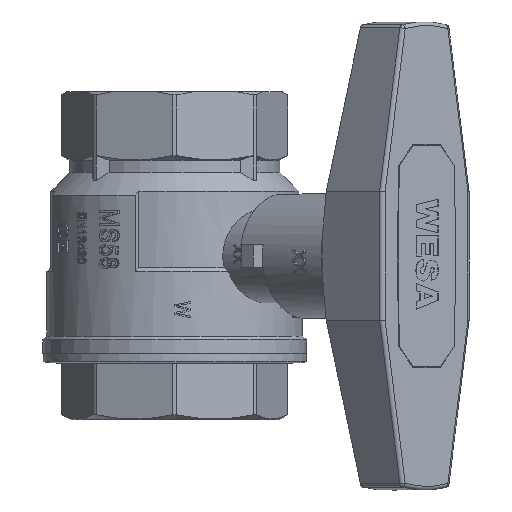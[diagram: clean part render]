
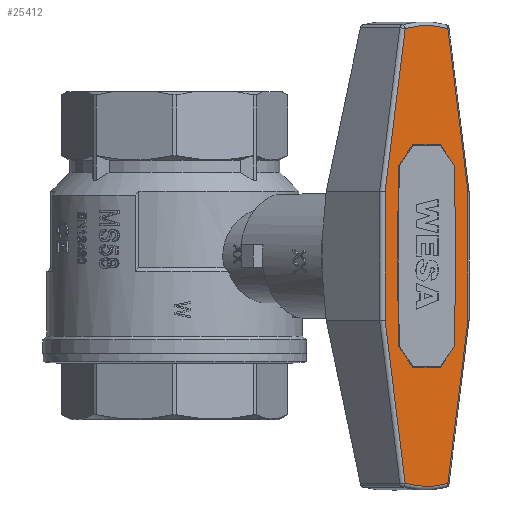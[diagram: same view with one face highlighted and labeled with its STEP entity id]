
A CAD part, left-side view. The second image highlights one B-rep face of the part: STEP entity #25412.
In plain terms, the highlighted face is planar.
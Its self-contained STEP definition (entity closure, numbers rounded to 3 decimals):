
#1970=LINE('',#48413,#3786);
#1973=LINE('',#48419,#3789);
#1978=LINE('',#48433,#3794);
#1980=LINE('',#48436,#3796);
#2016=LINE('',#48535,#3832);
#2017=LINE('',#48537,#3833);
#2018=LINE('',#48539,#3834);
#2019=LINE('',#48542,#3835);
#2020=LINE('',#48544,#3836);
#2021=LINE('',#48548,#3837);
#2022=LINE('',#48550,#3838);
#2023=LINE('',#48552,#3839);
#3786=VECTOR('',#39041,1000.);
#3789=VECTOR('',#39046,1000.);
#3794=VECTOR('',#39059,1000.);
#3796=VECTOR('',#39063,1000.);
#3832=VECTOR('',#39159,1000.);
#3833=VECTOR('',#39162,1000.);
#3834=VECTOR('',#39165,1000.);
#3835=VECTOR('',#39166,1000.);
#3836=VECTOR('',#39167,1000.);
#3837=VECTOR('',#39170,1000.);
#3838=VECTOR('',#39171,1000.);
#3839=VECTOR('',#39172,1000.);
#6112=ORIENTED_EDGE('',*,*,#13917,.F.);
#6113=ORIENTED_EDGE('',*,*,#13918,.T.);
#6114=ORIENTED_EDGE('',*,*,#13919,.F.);
#6115=ORIENTED_EDGE('',*,*,#13920,.T.);
#6116=ORIENTED_EDGE('',*,*,#13921,.F.);
#6117=ORIENTED_EDGE('',*,*,#13922,.F.);
#6118=ORIENTED_EDGE('',*,*,#13923,.F.);
#6119=ORIENTED_EDGE('',*,*,#13924,.T.);
#6120=ORIENTED_EDGE('',*,*,#13862,.F.);
#6121=ORIENTED_EDGE('',*,*,#13865,.F.);
#6122=ORIENTED_EDGE('',*,*,#13867,.F.);
#6123=ORIENTED_EDGE('',*,*,#13858,.F.);
#6124=ORIENTED_EDGE('',*,*,#13853,.T.);
#6125=ORIENTED_EDGE('',*,*,#13855,.F.);
#6126=ORIENTED_EDGE('',*,*,#13916,.F.);
#6127=ORIENTED_EDGE('',*,*,#13915,.F.);
#13853=EDGE_CURVE('',#17801,#17803,#20387,.T.);
#13855=EDGE_CURVE('',#17804,#17803,#1970,.T.);
#13858=EDGE_CURVE('',#17801,#17806,#1973,.T.);
#13862=EDGE_CURVE('',#17809,#17807,#20389,.T.);
#13865=EDGE_CURVE('',#17811,#17809,#1978,.T.);
#13867=EDGE_CURVE('',#17806,#17811,#1980,.T.);
#13915=EDGE_CURVE('',#17807,#17844,#2016,.T.);
#13916=EDGE_CURVE('',#17844,#17804,#2017,.T.);
#13917=EDGE_CURVE('',#17845,#17846,#2018,.T.);
#13918=EDGE_CURVE('',#17845,#17847,#2019,.T.);
#13919=EDGE_CURVE('',#17848,#17847,#2020,.T.);
#13920=EDGE_CURVE('',#17848,#17849,#20402,.T.);
#13921=EDGE_CURVE('',#17850,#17849,#2021,.T.);
#13922=EDGE_CURVE('',#17851,#17850,#2022,.T.);
#13923=EDGE_CURVE('',#17852,#17851,#2023,.T.);
#13924=EDGE_CURVE('',#17852,#17846,#20403,.T.);
#17801=VERTEX_POINT('',#48404);
#17803=VERTEX_POINT('',#48408);
#17804=VERTEX_POINT('',#48412);
#17806=VERTEX_POINT('',#48417);
#17807=VERTEX_POINT('',#48422);
#17809=VERTEX_POINT('',#48426);
#17811=VERTEX_POINT('',#48432);
#17844=VERTEX_POINT('',#48534);
#17845=VERTEX_POINT('',#48540);
#17846=VERTEX_POINT('',#48541);
#17847=VERTEX_POINT('',#48543);
#17848=VERTEX_POINT('',#48545);
#17849=VERTEX_POINT('',#48547);
#17850=VERTEX_POINT('',#48549);
#17851=VERTEX_POINT('',#48551);
#17852=VERTEX_POINT('',#48553);
#20387=CIRCLE('',#35194,538.206);
#20389=CIRCLE('',#35199,538.206);
#20402=CIRCLE('',#35234,40.25);
#20403=CIRCLE('',#35235,40.25);
#20891=EDGE_LOOP('',(#6112,#6113,#6114,#6115,#6116,#6117,#6118,#6119));
#20892=EDGE_LOOP('',(#6120,#6121,#6122,#6123,#6124,#6125,#6126,#6127));
#22523=FACE_BOUND('',#20891,.T.);
#22524=FACE_BOUND('',#20892,.T.);
#24120=PLANE('',#35233);
#25412=ADVANCED_FACE('',(#22523,#22524),#24120,.T.);
#35194=AXIS2_PLACEMENT_3D('',#48409,#39036,#39037);
#35199=AXIS2_PLACEMENT_3D('',#48427,#39053,#39054);
#35233=AXIS2_PLACEMENT_3D('',#48538,#39163,#39164);
#35234=AXIS2_PLACEMENT_3D('',#48546,#39168,#39169);
#35235=AXIS2_PLACEMENT_3D('',#48554,#39173,#39174);
#39036=DIRECTION('',(0.,0.,-1.));
#39037=DIRECTION('',(0.,1.,0.));
#39041=DIRECTION('',(0.686,0.728,0.));
#39046=DIRECTION('',(-0.686,0.728,0.));
#39053=DIRECTION('',(0.,0.,1.));
#39054=DIRECTION('',(0.,1.,0.));
#39059=DIRECTION('',(-0.686,-0.728,0.));
#39063=DIRECTION('',(-1.,0.,0.));
#39159=DIRECTION('',(0.686,-0.728,0.));
#39162=DIRECTION('',(1.,0.,0.));
#39163=DIRECTION('',(0.,0.,1.));
#39164=DIRECTION('',(1.,0.,0.));
#39165=DIRECTION('',(-0.172,-0.985,0.));
#39166=DIRECTION('',(0.,1.,0.));
#39167=DIRECTION('',(0.172,-0.985,0.));
#39168=DIRECTION('',(0.,0.,1.));
#39169=DIRECTION('',(0.,1.,0.));
#39170=DIRECTION('',(0.172,0.985,0.));
#39171=DIRECTION('',(0.,1.,0.));
#39172=DIRECTION('',(-0.172,0.985,0.));
#39173=DIRECTION('',(0.,0.,1.));
#39174=DIRECTION('',(0.,1.,0.));
#48404=CARTESIAN_POINT('',(10.,23.194,51.5));
#48408=CARTESIAN_POINT('',(10.,-23.194,51.5));
#48409=CARTESIAN_POINT('',(-527.706,0.,51.5));
#48412=CARTESIAN_POINT('',(5.,-28.5,51.5));
#48413=CARTESIAN_POINT('',(31.856,0.,51.5));
#48417=CARTESIAN_POINT('',(5.,28.5,51.5));
#48419=CARTESIAN_POINT('',(31.856,0.,51.5));
#48422=CARTESIAN_POINT('',(-10.,-23.194,51.5));
#48426=CARTESIAN_POINT('',(-10.,23.194,51.5));
#48427=CARTESIAN_POINT('',(527.706,0.,51.5));
#48432=CARTESIAN_POINT('',(-5.,28.5,51.5));
#48433=CARTESIAN_POINT('',(-31.856,0.,51.5));
#48436=CARTESIAN_POINT('',(0.,28.5,51.5));
#48534=CARTESIAN_POINT('',(-5.,-28.5,51.5));
#48535=CARTESIAN_POINT('',(-31.856,0.,51.5));
#48537=CARTESIAN_POINT('',(0.,-28.5,51.5));
#48538=CARTESIAN_POINT('',(0.,0.,51.5));
#48539=CARTESIAN_POINT('',(17.859,0.,51.5));
#48540=CARTESIAN_POINT('',(15.,-16.414,51.5));
#48541=CARTESIAN_POINT('',(7.714,-58.248,51.5));
#48542=CARTESIAN_POINT('',(15.,0.,51.5));
#48543=CARTESIAN_POINT('',(15.,16.414,51.5));
#48544=CARTESIAN_POINT('',(17.859,0.,51.5));
#48545=CARTESIAN_POINT('',(7.722,58.203,51.5));
#48546=CARTESIAN_POINT('',(-0.243,18.748,51.5));
#48547=CARTESIAN_POINT('',(-7.704,58.301,51.5));
#48548=CARTESIAN_POINT('',(-17.859,0.,51.5));
#48549=CARTESIAN_POINT('',(-15.,16.414,51.5));
#48550=CARTESIAN_POINT('',(-15.,0.,51.5));
#48551=CARTESIAN_POINT('',(-15.,-16.414,51.5));
#48552=CARTESIAN_POINT('',(-17.859,0.,51.5));
#48553=CARTESIAN_POINT('',(-7.711,-58.261,51.5));
#48554=CARTESIAN_POINT('',(-0.033,-18.75,51.5));
